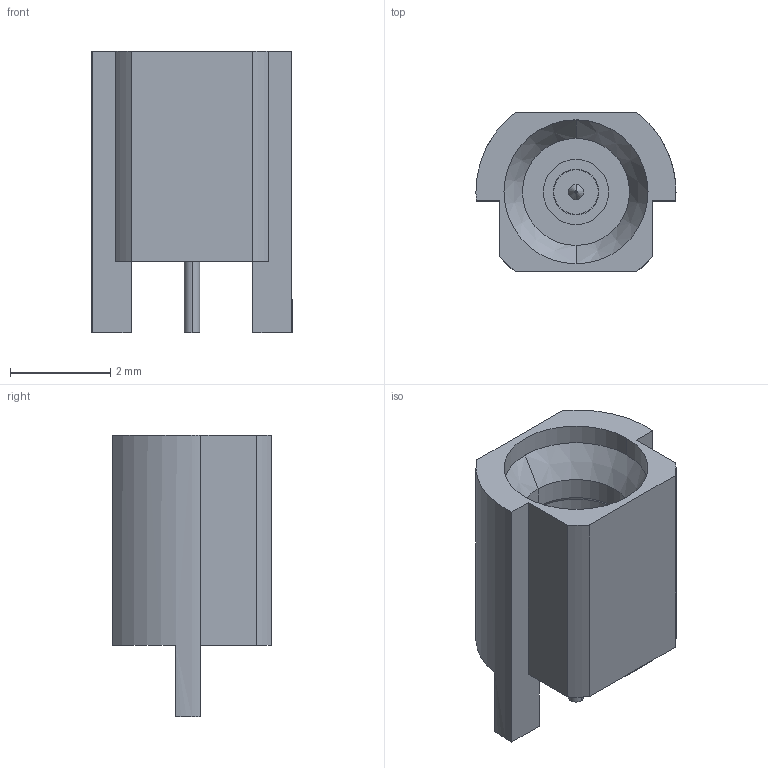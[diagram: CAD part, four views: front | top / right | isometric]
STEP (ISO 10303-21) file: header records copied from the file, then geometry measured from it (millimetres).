
FILE_DESCRIPTION((''),'2;1');
FILE_NAME('733000020','2018-06-13T',('akumar19'),(''),'PRO/ENGINEER BY PARAMETRIC TECHNOLOGY CORPORATION, 2012310','PRO/ENGINEER BY PARAMETRIC TECHNOLOGY CORPORATION, 2012310','');
FILE_SCHEMA(('CONFIG_CONTROL_DESIGN'));
Length unit declared in the file: millimetre
Products named in the file (1): 733000020
Bounding box: 3.99 x 3.17 x 5.61 mm (x, y, z)
Volume: 35.1 mm3; surface area: 111.2 mm2
Topology: 1 solids, 2 shells, 62 faces, 142 edges, 92 vertices
Faces by surface type: cylinder 30, plane 24, cone 8
Entity records: 1816 total; most frequent: DIRECTION 338, CARTESIAN_POINT 297, ORIENTED_EDGE 284, EDGE_CURVE 142, AXIS2_PLACEMENT_3D 133, VERTEX_POINT 92, VECTOR 72, LINE 72
